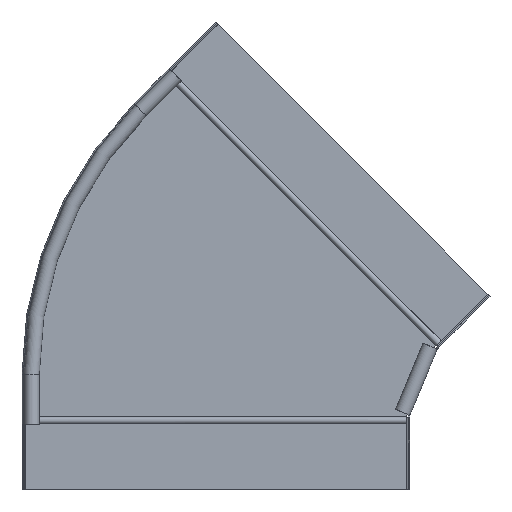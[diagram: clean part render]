
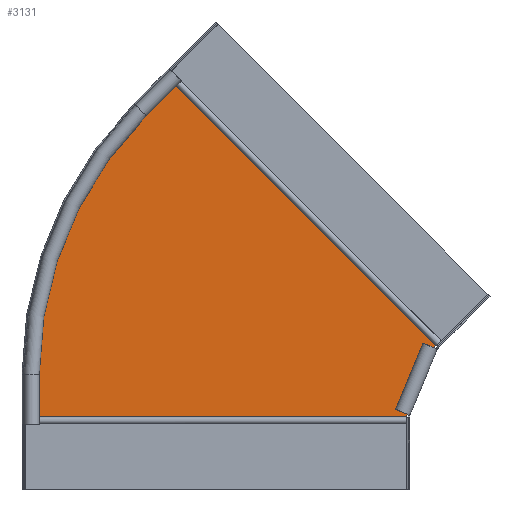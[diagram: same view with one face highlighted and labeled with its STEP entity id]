
A CAD part, top view. The second image highlights one B-rep face of the part: STEP entity #3131.
In plain terms, the highlighted planar face has unit normal (0, 0, 1).
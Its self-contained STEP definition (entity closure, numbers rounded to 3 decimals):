
#2628=DIRECTION('',(0.383,0.924,0.));
#2629=VECTOR('',#2628,57.822);
#2630=CARTESIAN_POINT('',(0.,58.485,0.));
#2631=LINE('',#2630,#2629);
#2632=CARTESIAN_POINT('',(-1.501,90.4,0.));
#2633=DIRECTION('',(0.,0.,1.));
#2634=DIRECTION('',(-0.707,0.707,0.));
#2635=AXIS2_PLACEMENT_3D('',#2632,#2633,#2634);
#2637=DIRECTION('',(-0.707,-0.707,0.));
#2638=VECTOR('',#2637,33.072);
#2639=CARTESIAN_POINT('',(-188.126,323.795,
0.));
#2640=LINE('',#2639,#2638);
#2641=DIRECTION('',(-0.707,0.707,0.));
#2642=VECTOR('',#2641,298.5);
#2643=CARTESIAN_POINT('',(22.946,112.724,
0.));
#2644=LINE('',#2643,#2642);
#2645=DIRECTION('',(0.707,0.707,0.));
#2646=VECTOR('',#2645,1.157);
#2647=CARTESIAN_POINT('',(22.128,111.906,0.));
#2648=LINE('',#2647,#2646);
#2680=DIRECTION('',(0.,-1.,0.));
#2681=VECTOR('',#2680,1.157);
#2682=CARTESIAN_POINT('',(0.,58.485,0.));
#2683=LINE('',#2682,#2681);
#2841=DIRECTION('',(0.,1.,0.));
#2842=VECTOR('',#2841,33.072);
#2843=CARTESIAN_POINT('',(-298.5,57.328,0.));
#2844=LINE('',#2843,#2842);
#2850=CARTESIAN_POINT('',(-298.5,57.328,0.));
#2872=DIRECTION('',(-1.,0.,0.));
#2873=VECTOR('',#2872,298.5);
#2874=CARTESIAN_POINT('',(0.,57.328,0.));
#2875=LINE('',#2874,#2873);
#2928=CARTESIAN_POINT('',(22.946,112.724,
0.));
#2929=CARTESIAN_POINT('',(-188.126,323.795,
0.));
#2930=VERTEX_POINT('',#2928);
#2931=VERTEX_POINT('',#2929);
#2932=CARTESIAN_POINT('',(0.,58.485,0.));
#2933=CARTESIAN_POINT('',(22.128,111.906,0.));
#2934=VERTEX_POINT('',#2932);
#2935=VERTEX_POINT('',#2933);
#2941=CARTESIAN_POINT('',(-211.511,300.41,0.));
#2942=CARTESIAN_POINT('',(-298.5,90.4,0.));
#2943=VERTEX_POINT('',#2941);
#2944=VERTEX_POINT('',#2942);
#2964=CARTESIAN_POINT('',(0.,57.328,0.));
#2965=VERTEX_POINT('',#2964);
#2973=VERTEX_POINT('',#2850);
#3110=CARTESIAN_POINT('',(-1.501,90.4,0.));
#3111=DIRECTION('',(0.,0.,-1.));
#3112=DIRECTION('',(-1.,0.,0.));
#3113=AXIS2_PLACEMENT_3D('',#3110,#3111,#3112);
#3114=PLANE('',#3113);
#3116=ORIENTED_EDGE('',*,*,#3115,.F.);
#3118=ORIENTED_EDGE('',*,*,#3117,.T.);
#3120=ORIENTED_EDGE('',*,*,#3119,.T.);
#3122=ORIENTED_EDGE('',*,*,#3121,.T.);
#3124=ORIENTED_EDGE('',*,*,#3123,.F.);
#3126=ORIENTED_EDGE('',*,*,#3125,.F.);
#3127=ORIENTED_EDGE('',*,*,#3102,.F.);
#3128=ORIENTED_EDGE('',*,*,#3042,.F.);
#3129=EDGE_LOOP('',(#3116,#3118,#3120,#3122,#3124,#3126,#3127,#3128));
#3130=FACE_OUTER_BOUND('',#3129,.F.);
#3131=ADVANCED_FACE('',(#3130),#3114,.F.);
#2636=CIRCLE('',#2635,296.999);
#3042=EDGE_CURVE('',#2935,#2930,#2648,.T.);
#3102=EDGE_CURVE('',#2930,#2931,#2644,.T.);
#3115=EDGE_CURVE('',#2934,#2935,#2631,.T.);
#3117=EDGE_CURVE('',#2934,#2965,#2683,.T.);
#3119=EDGE_CURVE('',#2965,#2973,#2875,.T.);
#3121=EDGE_CURVE('',#2973,#2944,#2844,.T.);
#3123=EDGE_CURVE('',#2943,#2944,#2636,.T.);
#3125=EDGE_CURVE('',#2931,#2943,#2640,.T.);
